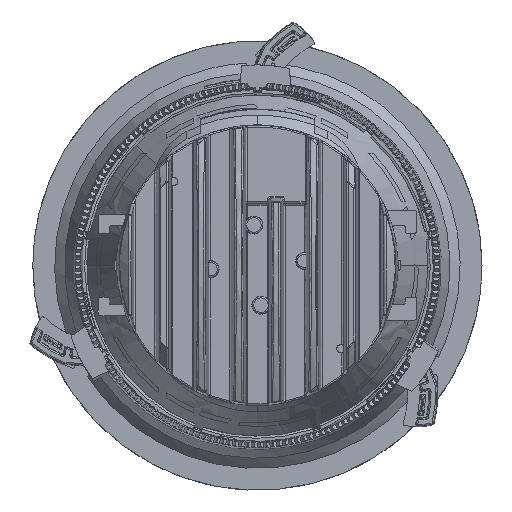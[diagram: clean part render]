
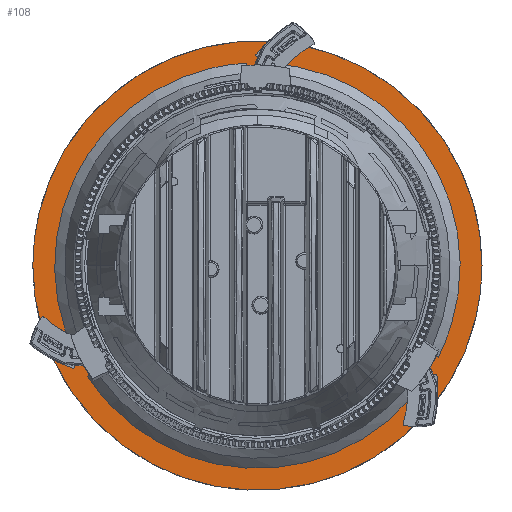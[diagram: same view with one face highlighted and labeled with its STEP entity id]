
A CAD part, top view. The second image highlights one B-rep face of the part: STEP entity #108.
In plain terms, the highlighted planar face has unit normal (0, 0, 1).
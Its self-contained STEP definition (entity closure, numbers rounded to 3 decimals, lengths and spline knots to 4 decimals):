
#108=ADVANCED_FACE('',(#3757,#3601),#53223,.T.);
#3601=FACE_BOUND('',#7303,.T.);
#3757=FACE_OUTER_BOUND('',#7302,.T.);
#7302=EDGE_LOOP('',(#12298,#12299));
#7303=EDGE_LOOP('',(#12300,#12301,#12302,#12303,#12304,#12305,#12306,#12307,
#12308,#12309,#12310,#12311));
#12298=ORIENTED_EDGE('',*,*,#30376,.T.);
#12299=ORIENTED_EDGE('',*,*,#30375,.T.);
#12300=ORIENTED_EDGE('',*,*,#30998,.T.);
#12301=ORIENTED_EDGE('',*,*,#30381,.T.);
#12302=ORIENTED_EDGE('',*,*,#30340,.T.);
#12303=ORIENTED_EDGE('',*,*,#30360,.T.);
#12304=ORIENTED_EDGE('',*,*,#30396,.T.);
#12305=ORIENTED_EDGE('',*,*,#30581,.T.);
#12306=ORIENTED_EDGE('',*,*,#31205,.T.);
#12307=ORIENTED_EDGE('',*,*,#30368,.T.);
#12308=ORIENTED_EDGE('',*,*,#31227,.T.);
#12309=ORIENTED_EDGE('',*,*,#30985,.T.);
#12310=ORIENTED_EDGE('',*,*,#30788,.T.);
#12311=ORIENTED_EDGE('',*,*,#30364,.T.);
#30340=EDGE_CURVE('',#48858,#48859,#43936,.T.);
#30360=EDGE_CURVE('',#48859,#48860,#38702,.T.);
#30364=EDGE_CURVE('',#48867,#48868,#38705,.T.);
#30368=EDGE_CURVE('',#48863,#48864,#38707,.T.);
#30375=EDGE_CURVE('',#48856,#48855,#38710,.T.);
#30376=EDGE_CURVE('',#48855,#48856,#38711,.T.);
#30381=EDGE_CURVE('',#48857,#48858,#38714,.T.);
#30396=EDGE_CURVE('',#48860,#48861,#43963,.T.);
#30581=EDGE_CURVE('',#48861,#48862,#38779,.T.);
#30788=EDGE_CURVE('',#48866,#48867,#44212,.T.);
#30985=EDGE_CURVE('',#48865,#48866,#38931,.T.);
#30998=EDGE_CURVE('',#48868,#48857,#44348,.T.);
#31205=EDGE_CURVE('',#48862,#48863,#44469,.T.);
#31227=EDGE_CURVE('',#48864,#48865,#44480,.T.);
#38702=(
BOUNDED_CURVE()
B_SPLINE_CURVE(2,(#109832,#109833,#109834),.UNSPECIFIED.,.F.,.F.)
B_SPLINE_CURVE_WITH_KNOTS((3,3),(-0.0066,0.),.UNSPECIFIED.)
CURVE()
GEOMETRIC_REPRESENTATION_ITEM()
RATIONAL_B_SPLINE_CURVE((1.,0.999,1.))
REPRESENTATION_ITEM('')
);
#38705=(
BOUNDED_CURVE()
B_SPLINE_CURVE(2,(#109843,#109844,#109845),.UNSPECIFIED.,.F.,.F.)
B_SPLINE_CURVE_WITH_KNOTS((3,3),(-0.0066,0.),.UNSPECIFIED.)
CURVE()
GEOMETRIC_REPRESENTATION_ITEM()
RATIONAL_B_SPLINE_CURVE((1.,0.999,1.))
REPRESENTATION_ITEM('')
);
#38707=(
BOUNDED_CURVE()
B_SPLINE_CURVE(2,(#109855,#109856,#109857),.UNSPECIFIED.,.F.,.F.)
B_SPLINE_CURVE_WITH_KNOTS((3,3),(-0.0066,0.),.UNSPECIFIED.)
CURVE()
GEOMETRIC_REPRESENTATION_ITEM()
RATIONAL_B_SPLINE_CURVE((1.,0.999,1.))
REPRESENTATION_ITEM('')
);
#38710=(
BOUNDED_CURVE()
B_SPLINE_CURVE(2,(#109876,#109877,#109878,#109879,#109880),
 .UNSPECIFIED.,.F.,.F.)
B_SPLINE_CURVE_WITH_KNOTS((3,2,3),(-0.2358,-0.1179,0.),
 .UNSPECIFIED.)
CURVE()
GEOMETRIC_REPRESENTATION_ITEM()
RATIONAL_B_SPLINE_CURVE((1.,0.707,1.,0.707,1.))
REPRESENTATION_ITEM('')
);
#38711=(
BOUNDED_CURVE()
B_SPLINE_CURVE(2,(#109881,#109882,#109883,#109884,#109885),
 .UNSPECIFIED.,.F.,.F.)
B_SPLINE_CURVE_WITH_KNOTS((3,2,3),(-0.4715,-0.3536,
-0.2358),.UNSPECIFIED.)
CURVE()
GEOMETRIC_REPRESENTATION_ITEM()
RATIONAL_B_SPLINE_CURVE((1.,0.707,1.,0.707,1.))
REPRESENTATION_ITEM('')
);
#38714=(
BOUNDED_CURVE()
B_SPLINE_CURVE(2,(#109908,#109909,#109910,#109911,#109912),
 .UNSPECIFIED.,.F.,.F.)
B_SPLINE_CURVE_WITH_KNOTS((3,2,3),(0.,0.0673,0.1346),
 .UNSPECIFIED.)
CURVE()
GEOMETRIC_REPRESENTATION_ITEM()
RATIONAL_B_SPLINE_CURVE((1.,0.879,1.,0.879,1.))
REPRESENTATION_ITEM('')
);
#38779=(
BOUNDED_CURVE()
B_SPLINE_CURVE(2,(#110653,#110654,#110655,#110656,#110657),
 .UNSPECIFIED.,.F.,.F.)
B_SPLINE_CURVE_WITH_KNOTS((3,2,3),(0.,0.0673,0.1346),
 .UNSPECIFIED.)
CURVE()
GEOMETRIC_REPRESENTATION_ITEM()
RATIONAL_B_SPLINE_CURVE((1.,0.879,1.,0.879,1.))
REPRESENTATION_ITEM('')
);
#38931=(
BOUNDED_CURVE()
B_SPLINE_CURVE(2,(#112178,#112179,#112180,#112181,#112182),
 .UNSPECIFIED.,.F.,.F.)
B_SPLINE_CURVE_WITH_KNOTS((3,2,3),(0.,0.0673,0.1346),
 .UNSPECIFIED.)
CURVE()
GEOMETRIC_REPRESENTATION_ITEM()
RATIONAL_B_SPLINE_CURVE((1.,0.879,1.,0.879,1.))
REPRESENTATION_ITEM('')
);
#43936=B_SPLINE_CURVE_WITH_KNOTS('',1,(#109764,#109765),.UNSPECIFIED.,.F.,
 .F.,(2,2),(0.,0.0039),.UNSPECIFIED.);
#43963=B_SPLINE_CURVE_WITH_KNOTS('',1,(#109965,#109966),.UNSPECIFIED.,.F.,
 .F.,(2,2),(0.,0.0039),.UNSPECIFIED.);
#44212=B_SPLINE_CURVE_WITH_KNOTS('',1,(#111455,#111456),.UNSPECIFIED.,.F.,
 .F.,(2,2),(0.,0.0039),.UNSPECIFIED.);
#44348=B_SPLINE_CURVE_WITH_KNOTS('',1,(#112229,#112230),.UNSPECIFIED.,.F.,
 .F.,(2,2),(0.,0.0039),.UNSPECIFIED.);
#44469=B_SPLINE_CURVE_WITH_KNOTS('',1,(#113000,#113001),.UNSPECIFIED.,.F.,
 .F.,(2,2),(0.,0.0039),.UNSPECIFIED.);
#44480=B_SPLINE_CURVE_WITH_KNOTS('',1,(#113067,#113068),.UNSPECIFIED.,.F.,
 .F.,(2,2),(0.,0.0039),.UNSPECIFIED.);
#48855=VERTEX_POINT('',#102910);
#48856=VERTEX_POINT('',#102911);
#48857=VERTEX_POINT('',#102912);
#48858=VERTEX_POINT('',#102913);
#48859=VERTEX_POINT('',#102914);
#48860=VERTEX_POINT('',#102915);
#48861=VERTEX_POINT('',#102916);
#48862=VERTEX_POINT('',#102917);
#48863=VERTEX_POINT('',#102918);
#48864=VERTEX_POINT('',#102919);
#48865=VERTEX_POINT('',#102920);
#48866=VERTEX_POINT('',#102921);
#48867=VERTEX_POINT('',#102922);
#48868=VERTEX_POINT('',#102923);
#53223=PLANE('',#56692);
#56692=AXIS2_PLACEMENT_3D('',#60043,#57962,$);
#57962=DIRECTION('',(0.,0.,1.));
#60043=CARTESIAN_POINT('',(-0.6936,-0.6913,-0.0872));
#102910=CARTESIAN_POINT('',(-0.075,0.,-0.0872));
#102911=CARTESIAN_POINT('',(0.075,0.,-0.0872));
#102912=CARTESIAN_POINT('',(-0.0604,-0.0307,-0.0872));
#102913=CARTESIAN_POINT('',(-0.0036,0.0676,-0.0872));
#102914=CARTESIAN_POINT('',(-0.0033,0.0638,-0.0872));
#102915=CARTESIAN_POINT('',(0.0033,0.0638,-0.0872));
#102916=CARTESIAN_POINT('',(0.0036,0.0676,-0.0872));
#102917=CARTESIAN_POINT('',(0.0604,-0.0307,-0.0872));
#102918=CARTESIAN_POINT('',(0.0569,-0.029,-0.0872));
#102919=CARTESIAN_POINT('',(0.0536,-0.0347,-0.0872));
#102920=CARTESIAN_POINT('',(0.0568,-0.037,-0.0872));
#102921=CARTESIAN_POINT('',(-0.0568,-0.037,-0.0872));
#102922=CARTESIAN_POINT('',(-0.0536,-0.0347,-0.0872));
#102923=CARTESIAN_POINT('',(-0.0569,-0.029,-0.0872));
#109764=CARTESIAN_POINT('',(-0.0036,0.0676,-0.0872));
#109765=CARTESIAN_POINT('',(-0.0033,0.0638,-0.0872));
#109832=CARTESIAN_POINT('',(-0.0033,0.0638,-0.0872));
#109833=CARTESIAN_POINT('',(0.,0.0639,-0.0872));
#109834=CARTESIAN_POINT('',(0.0033,0.0638,-0.0872));
#109843=CARTESIAN_POINT('',(-0.0536,-0.0347,-0.0872));
#109844=CARTESIAN_POINT('',(-0.0554,-0.032,-0.0872));
#109845=CARTESIAN_POINT('',(-0.0569,-0.029,-0.0872));
#109855=CARTESIAN_POINT('',(0.0569,-0.029,-0.0872));
#109856=CARTESIAN_POINT('',(0.0554,-0.032,-0.0872));
#109857=CARTESIAN_POINT('',(0.0536,-0.0347,-0.0872));
#109876=CARTESIAN_POINT('',(0.075,0.,-0.0872));
#109877=CARTESIAN_POINT('',(0.075,0.075,-0.0872));
#109878=CARTESIAN_POINT('',(0.,0.075,-0.0872));
#109879=CARTESIAN_POINT('',(-0.075,0.075,-0.0872));
#109880=CARTESIAN_POINT('',(-0.075,0.,-0.0872));
#109881=CARTESIAN_POINT('',(-0.075,0.,-0.0872));
#109882=CARTESIAN_POINT('',(-0.075,-0.075,-0.0872));
#109883=CARTESIAN_POINT('',(0.,-0.075,-0.0872));
#109884=CARTESIAN_POINT('',(0.075,-0.075,-0.0872));
#109885=CARTESIAN_POINT('',(0.075,0.,-0.0872));
#109908=CARTESIAN_POINT('',(-0.0604,-0.0307,-0.0872));
#109909=CARTESIAN_POINT('',(-0.077,0.0021,-0.0872));
#109910=CARTESIAN_POINT('',(-0.0587,0.0339,-0.0872));
#109911=CARTESIAN_POINT('',(-0.0403,0.0657,-0.0872));
#109912=CARTESIAN_POINT('',(-0.0036,0.0676,-0.0872));
#109965=CARTESIAN_POINT('',(0.0033,0.0638,-0.0872));
#109966=CARTESIAN_POINT('',(0.0036,0.0676,-0.0872));
#110653=CARTESIAN_POINT('',(0.0036,0.0676,-0.0872));
#110654=CARTESIAN_POINT('',(0.0403,0.0657,-0.0872));
#110655=CARTESIAN_POINT('',(0.0587,0.0339,-0.0872));
#110656=CARTESIAN_POINT('',(0.077,0.0021,-0.0872));
#110657=CARTESIAN_POINT('',(0.0604,-0.0307,-0.0872));
#111455=CARTESIAN_POINT('',(-0.0568,-0.037,-0.0872));
#111456=CARTESIAN_POINT('',(-0.0536,-0.0347,-0.0872));
#112178=CARTESIAN_POINT('',(0.0568,-0.037,-0.0872));
#112179=CARTESIAN_POINT('',(0.0367,-0.0677,-0.0872));
#112180=CARTESIAN_POINT('',(0.,-0.0677,-0.0872));
#112181=CARTESIAN_POINT('',(-0.0367,-0.0677,-0.0872));
#112182=CARTESIAN_POINT('',(-0.0568,-0.037,-0.0872));
#112229=CARTESIAN_POINT('',(-0.0569,-0.029,-0.0872));
#112230=CARTESIAN_POINT('',(-0.0604,-0.0307,-0.0872));
#113000=CARTESIAN_POINT('',(0.0604,-0.0307,-0.0872));
#113001=CARTESIAN_POINT('',(0.0569,-0.029,-0.0872));
#113067=CARTESIAN_POINT('',(0.0536,-0.0347,-0.0872));
#113068=CARTESIAN_POINT('',(0.0568,-0.037,-0.0872));
